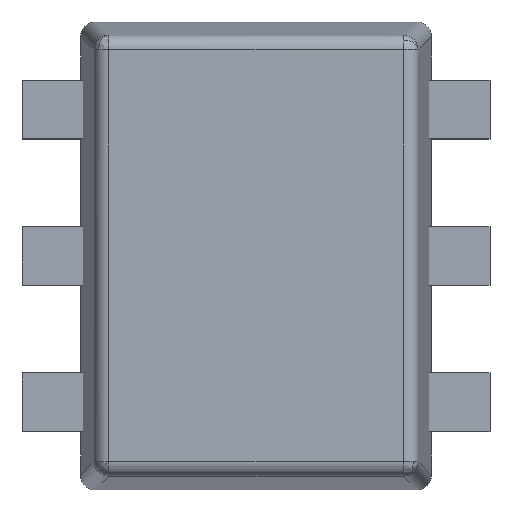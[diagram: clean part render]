
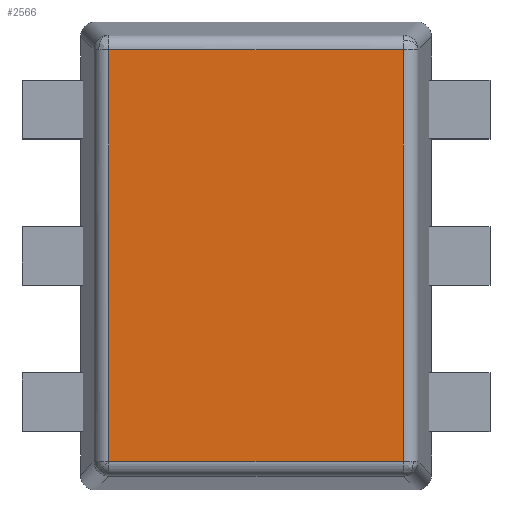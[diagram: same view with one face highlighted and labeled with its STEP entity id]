
A CAD part, top view. The second image highlights one B-rep face of the part: STEP entity #2566.
In plain terms, the highlighted face is planar.
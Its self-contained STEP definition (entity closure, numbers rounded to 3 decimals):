
#58 = EDGE_CURVE ( 'NONE', #3795, #2231, #471, .T. ) ;
#87 = LINE ( 'NONE', #3035, #3132 ) ;
#236 = ORIENTED_EDGE ( 'NONE', *, *, #3797, .F. ) ;
#376 = VECTOR ( 'NONE', #1170, 1000. ) ;
#394 = CARTESIAN_POINT ( 'NONE',  ( -0.704, 0.575, 0.504 ) ) ;
#471 = LINE ( 'NONE', #3249, #376 ) ;
#551 = VERTEX_POINT ( 'NONE', #2157 ) ;
#643 = DIRECTION ( 'NONE',  ( 0., 1., 0. ) ) ;
#690 = CARTESIAN_POINT ( 'NONE',  ( 0., 0.575, 0.504 ) ) ;
#867 = EDGE_LOOP ( 'NONE', ( #236, #2608, #3470, #1527 ) ) ;
#986 = DIRECTION ( 'NONE',  ( 0., 0., 1. ) ) ;
#1170 = DIRECTION ( 'NONE',  ( 0., 0., -1. ) ) ;
#1323 = VECTOR ( 'NONE', #2888, 1000. ) ;
#1527 = ORIENTED_EDGE ( 'NONE', *, *, #3817, .T. ) ;
#1554 = VECTOR ( 'NONE', #3660, 1000. ) ;
#1655 = LINE ( 'NONE', #690, #1554 ) ;
#1997 = VERTEX_POINT ( 'NONE', #2185 ) ;
#2157 = CARTESIAN_POINT ( 'NONE',  ( 0.704, 0.575, -0.504 ) ) ;
#2185 = CARTESIAN_POINT ( 'NONE',  ( 0.704, 0.575, 0.504 ) ) ;
#2231 = VERTEX_POINT ( 'NONE', #2507 ) ;
#2425 = CARTESIAN_POINT ( 'NONE',  ( 0., 0.575, 0. ) ) ;
#2507 = CARTESIAN_POINT ( 'NONE',  ( -0.704, 0.575, -0.504 ) ) ;
#2566 = ADVANCED_FACE ( 'NONE', ( #2572 ), #3297, .T. ) ;
#2572 = FACE_OUTER_BOUND ( 'NONE', #867, .T. ) ;
#2602 = CARTESIAN_POINT ( 'NONE',  ( 2.886, 0.575, -0.504 ) ) ;
#2608 = ORIENTED_EDGE ( 'NONE', *, *, #3634, .F. ) ;
#2716 = DIRECTION ( 'NONE',  ( 0., 0., 1. ) ) ;
#2888 = DIRECTION ( 'NONE',  ( 1., 0., 0. ) ) ;
#3003 = LINE ( 'NONE', #2602, #1323 ) ;
#3035 = CARTESIAN_POINT ( 'NONE',  ( 0.704, 0.575, 2.164 ) ) ;
#3132 = VECTOR ( 'NONE', #986, 1000. ) ;
#3249 = CARTESIAN_POINT ( 'NONE',  ( -0.704, 0.575, -2.164 ) ) ;
#3297 = PLANE ( 'NONE',  #3603 ) ;
#3470 = ORIENTED_EDGE ( 'NONE', *, *, #58, .F. ) ;
#3603 = AXIS2_PLACEMENT_3D ( 'NONE', #2425, #643, #2716 ) ;
#3634 = EDGE_CURVE ( 'NONE', #2231, #551, #3003, .T. ) ;
#3660 = DIRECTION ( 'NONE',  ( 1., 0., 0. ) ) ;
#3795 = VERTEX_POINT ( 'NONE', #394 ) ;
#3797 = EDGE_CURVE ( 'NONE', #551, #1997, #87, .T. ) ;
#3817 = EDGE_CURVE ( 'NONE', #3795, #1997, #1655, .T. ) ;
